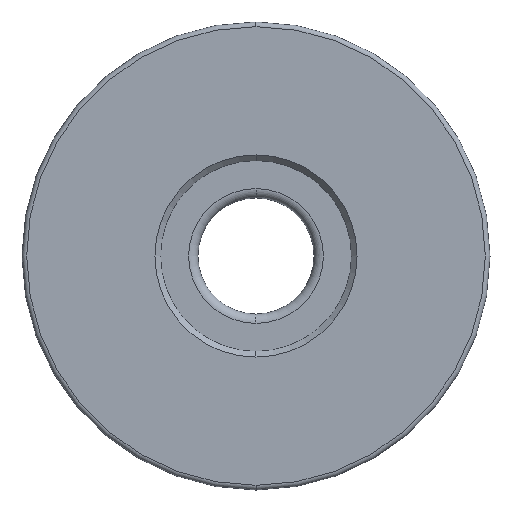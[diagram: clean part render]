
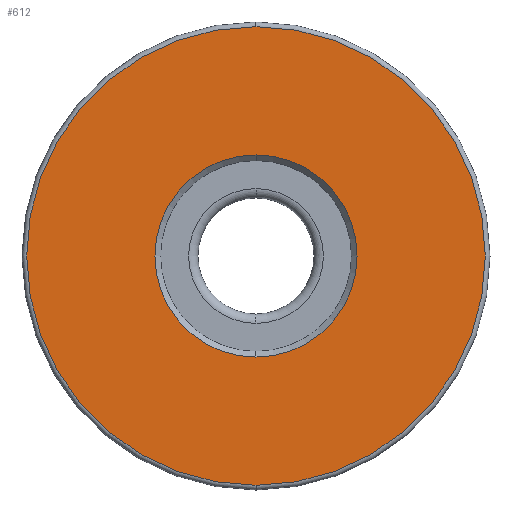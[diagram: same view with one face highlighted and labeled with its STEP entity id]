
A CAD part, front view. The second image highlights one B-rep face of the part: STEP entity #612.
In plain terms, the highlighted planar face has unit normal (0, -1, 0).
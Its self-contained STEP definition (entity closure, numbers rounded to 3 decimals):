
#30 = CARTESIAN_POINT ( 'NONE',  ( -4.682, -2.595, 25. ) ) ;
#34 = DIRECTION ( 'NONE',  ( 0., -1., 0. ) ) ;
#42 = PLANE ( 'NONE',  #518 ) ;
#45 = DIRECTION ( 'NONE',  ( 0., 1., 0. ) ) ;
#59 = VERTEX_POINT ( 'NONE', #154 ) ;
#67 = DIRECTION ( 'NONE',  ( 0., 1., 0. ) ) ;
#86 = CIRCLE ( 'NONE', #614, 12.25 ) ;
#96 = VERTEX_POINT ( 'NONE', #577 ) ;
#110 = ORIENTED_EDGE ( 'NONE', *, *, #340, .T. ) ;
#140 = FACE_BOUND ( 'NONE', #260, .T. ) ;
#154 = CARTESIAN_POINT ( 'NONE',  ( -4.682, -2.595, 37.25 ) ) ;
#178 = DIRECTION ( 'NONE',  ( 0., 0., 1. ) ) ;
#218 = DIRECTION ( 'NONE',  ( 0., 0., 1. ) ) ;
#223 = CIRCLE ( 'NONE', #235, 5.4 ) ;
#235 = AXIS2_PLACEMENT_3D ( 'NONE', #468, #45, #561 ) ;
#237 = DIRECTION ( 'NONE',  ( 0., 0., 1. ) ) ;
#260 = EDGE_LOOP ( 'NONE', ( #401, #368 ) ) ;
#313 = ORIENTED_EDGE ( 'NONE', *, *, #528, .T. ) ;
#318 = DIRECTION ( 'NONE',  ( 0., 0., 1. ) ) ;
#320 = VERTEX_POINT ( 'NONE', #569 ) ;
#321 = EDGE_CURVE ( 'NONE', #440, #96, #223, .T. ) ;
#323 = CARTESIAN_POINT ( 'NONE',  ( -4.682, -2.595, 30.4 ) ) ;
#329 = FACE_OUTER_BOUND ( 'NONE', #594, .T. ) ;
#335 = CIRCLE ( 'NONE', #388, 12.25 ) ;
#340 = EDGE_CURVE ( 'NONE', #59, #320, #335, .T. ) ;
#368 = ORIENTED_EDGE ( 'NONE', *, *, #321, .T. ) ;
#388 = AXIS2_PLACEMENT_3D ( 'NONE', #563, #426, #318 ) ;
#401 = ORIENTED_EDGE ( 'NONE', *, *, #600, .T. ) ;
#422 = AXIS2_PLACEMENT_3D ( 'NONE', #496, #67, #178 ) ;
#426 = DIRECTION ( 'NONE',  ( 0., -1., 0. ) ) ;
#440 = VERTEX_POINT ( 'NONE', #323 ) ;
#468 = CARTESIAN_POINT ( 'NONE',  ( -4.682, -2.595, 25. ) ) ;
#470 = CARTESIAN_POINT ( 'NONE',  ( -4.682, -2.595, 25. ) ) ;
#476 = DIRECTION ( 'NONE',  ( 0., 1., 0. ) ) ;
#496 = CARTESIAN_POINT ( 'NONE',  ( -4.682, -2.595, 25. ) ) ;
#518 = AXIS2_PLACEMENT_3D ( 'NONE', #470, #476, #237 ) ;
#528 = EDGE_CURVE ( 'NONE', #320, #59, #86, .T. ) ;
#538 = CIRCLE ( 'NONE', #422, 5.4 ) ;
#561 = DIRECTION ( 'NONE',  ( 0., 0., 1. ) ) ;
#563 = CARTESIAN_POINT ( 'NONE',  ( -4.682, -2.595, 25. ) ) ;
#569 = CARTESIAN_POINT ( 'NONE',  ( -4.682, -2.595, 12.75 ) ) ;
#577 = CARTESIAN_POINT ( 'NONE',  ( -4.682, -2.595, 19.6 ) ) ;
#594 = EDGE_LOOP ( 'NONE', ( #110, #313 ) ) ;
#600 = EDGE_CURVE ( 'NONE', #96, #440, #538, .T. ) ;
#612 = ADVANCED_FACE ( 'NONE', ( #329, #140 ), #42, .F. ) ;
#614 = AXIS2_PLACEMENT_3D ( 'NONE', #30, #34, #218 ) ;
